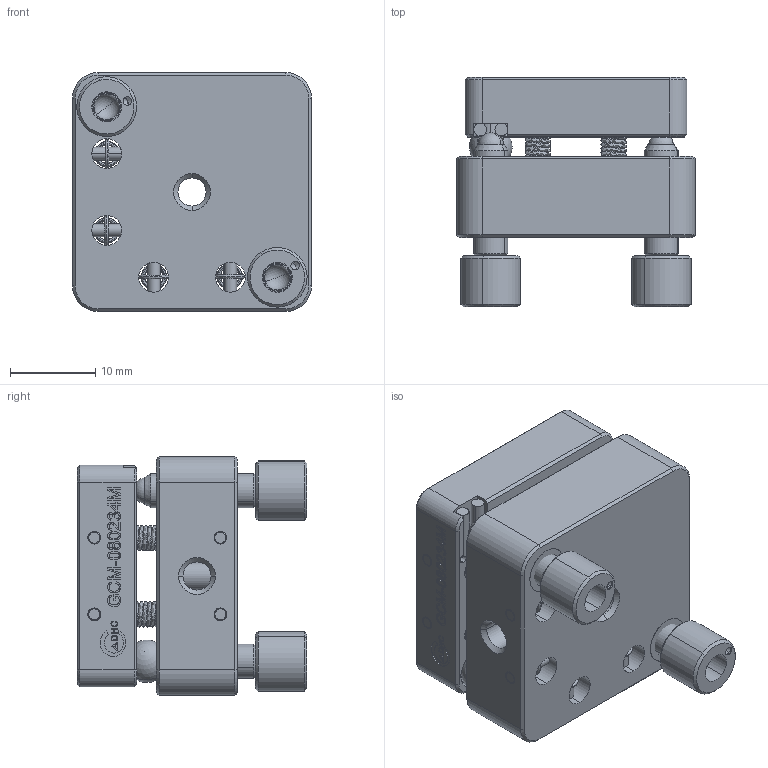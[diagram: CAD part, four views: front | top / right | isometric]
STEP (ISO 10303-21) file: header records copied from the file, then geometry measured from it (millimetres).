
FILE_DESCRIPTION (( 'STEP AP203' ), '1' );
FILE_NAME ('gcm-080234m.STEP', '2021-10-28T06:33:50', ( 'Microsoft' ), ( 'Microsoft' ), 'SwSTEP 2.0', 'SolidWorks 2015', '' );
FILE_SCHEMA (( 'CONFIG_CONTROL_DESIGN' ));
Length unit declared in the file: millimetre
Products named in the file (1): gcm-080234m
Bounding box: 28 x 26.92 x 28 mm (x, y, z)
Surface area: 7585.6 mm2 (no closed solid volume)
Topology: 0 solids, 36 shells, 420 faces, 1263 edges, 839 vertices
Faces by surface type: plane 129, cylinder 123, bspline 90, cone 72, sphere 6
Entity records: 35171 total; most frequent: CARTESIAN_POINT 24248, ORIENTED_EDGE 2136, DIRECTION 2133, EDGE_CURVE 1254, VERTEX_POINT 836, AXIS2_PLACEMENT_3D 757, LINE 619, VECTOR 619
